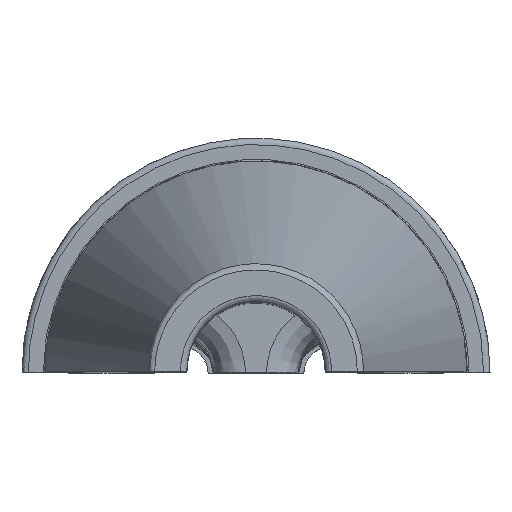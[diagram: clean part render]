
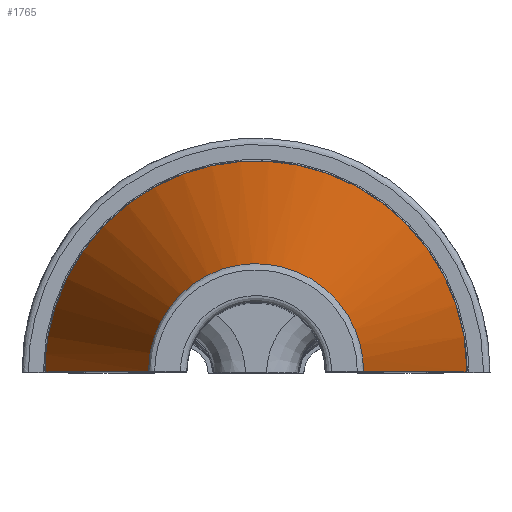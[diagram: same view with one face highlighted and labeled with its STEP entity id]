
A CAD part, top view. The second image highlights one B-rep face of the part: STEP entity #1765.
In plain terms, the highlighted free-form (B-spline) face has degree [2, 1] with [5, 2] control points.
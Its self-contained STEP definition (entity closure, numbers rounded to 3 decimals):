
#239 = VERTEX_POINT('',#240);
#240 = CARTESIAN_POINT('',(14.409,0.,57.144));
#246 = EDGE_CURVE('',#239,#247,#249,.T.);
#247 = VERTEX_POINT('',#248);
#248 = CARTESIAN_POINT('',(7.343,0.,86.821));
#249 = B_SPLINE_CURVE_WITH_KNOTS('',1,(#250,#251),.UNSPECIFIED.,.F.,.F.,
  (2,2),(-42.825,-21.824),.PIECEWISE_BEZIER_KNOTS.);
#250 = CARTESIAN_POINT('',(14.409,0.,57.144));
#251 = CARTESIAN_POINT('',(7.343,0.,86.821));
#775 = VERTEX_POINT('',#776);
#776 = CARTESIAN_POINT('',(-7.343,0.,86.821));
#782 = EDGE_CURVE('',#775,#783,#785,.T.);
#783 = VERTEX_POINT('',#784);
#784 = CARTESIAN_POINT('',(-14.409,0.,57.144));
#785 = B_SPLINE_CURVE_WITH_KNOTS('',1,(#786,#787),.UNSPECIFIED.,.F.,.F.,
  (2,2),(21.824,42.825),.PIECEWISE_BEZIER_KNOTS.);
#786 = CARTESIAN_POINT('',(-7.343,0.,86.821));
#787 = CARTESIAN_POINT('',(-14.409,0.,57.144));
#1524 = EDGE_CURVE('',#239,#783,#1525,.T.);
#1525 = ( BOUNDED_CURVE() B_SPLINE_CURVE(2,(#1526,#1527,#1528,#1529,
#1530),.UNSPECIFIED.,.F.,.F.) B_SPLINE_CURVE_WITH_KNOTS((3,2,3),(0.,
1.571,3.142),.PIECEWISE_BEZIER_KNOTS.) CURVE() 
GEOMETRIC_REPRESENTATION_ITEM() RATIONAL_B_SPLINE_CURVE((1.,
0.707,1.,0.707,1.)) REPRESENTATION_ITEM('') );
#1526 = CARTESIAN_POINT('',(14.409,0.,57.144));
#1527 = CARTESIAN_POINT('',(14.409,14.409,
    57.144));
#1528 = CARTESIAN_POINT('',(0.,14.409,
    57.144));
#1529 = CARTESIAN_POINT('',(-14.409,14.409,
    57.144));
#1530 = CARTESIAN_POINT('',(-14.409,0.,
    57.144));
#1607 = EDGE_CURVE('',#775,#247,#1608,.T.);
#1608 = ( BOUNDED_CURVE() B_SPLINE_CURVE(2,(#1609,#1610,#1611,#1612,
#1613),.UNSPECIFIED.,.F.,.F.) B_SPLINE_CURVE_WITH_KNOTS((3,2,3),(
    3.142,4.712,6.283),
.PIECEWISE_BEZIER_KNOTS.) CURVE() GEOMETRIC_REPRESENTATION_ITEM() 
RATIONAL_B_SPLINE_CURVE((1.,0.707,1.,0.707,1.)) 
REPRESENTATION_ITEM('') );
#1609 = CARTESIAN_POINT('',(-7.343,0.,
    86.821));
#1610 = CARTESIAN_POINT('',(-7.343,7.343,
    86.821));
#1611 = CARTESIAN_POINT('',(0.,7.343,
    86.821));
#1612 = CARTESIAN_POINT('',(7.343,7.343,
    86.821));
#1613 = CARTESIAN_POINT('',(7.343,0.,
    86.821));
#1765 = ADVANCED_FACE('',(#1766),#1772,.T.);
#1766 = FACE_BOUND('',#1767,.T.);
#1767 = EDGE_LOOP('',(#1768,#1769,#1770,#1771));
#1768 = ORIENTED_EDGE('',*,*,#246,.F.);
#1769 = ORIENTED_EDGE('',*,*,#1524,.T.);
#1770 = ORIENTED_EDGE('',*,*,#782,.F.);
#1771 = ORIENTED_EDGE('',*,*,#1607,.T.);
#1772 = ( BOUNDED_SURFACE() B_SPLINE_SURFACE(2,1,(
    (#1773,#1774)
    ,(#1775,#1776)
    ,(#1777,#1778)
    ,(#1779,#1780)
    ,(#1781,#1782
)),.UNSPECIFIED.,.F.,.F.,.F.) B_SPLINE_SURFACE_WITH_KNOTS((3,2,3),(2,2),
  (0.,1.571,3.142),(-21.35,-0.349),
.PIECEWISE_BEZIER_KNOTS.) GEOMETRIC_REPRESENTATION_ITEM() 
RATIONAL_B_SPLINE_SURFACE((
    (1.,1.)
    ,(0.707,0.707)
    ,(1.,1.)
    ,(0.707,0.707)
,(1.,1.))) REPRESENTATION_ITEM('') SURFACE() );
#1773 = CARTESIAN_POINT('',(-7.343,0.,86.821));
#1774 = CARTESIAN_POINT('',(-14.409,0.,57.144));
#1775 = CARTESIAN_POINT('',(-7.343,7.343,
    86.821));
#1776 = CARTESIAN_POINT('',(-14.409,14.409,
    57.144));
#1777 = CARTESIAN_POINT('',(0.,7.343,
    86.821));
#1778 = CARTESIAN_POINT('',(0.,14.409,
    57.144));
#1779 = CARTESIAN_POINT('',(7.343,7.343,
    86.821));
#1780 = CARTESIAN_POINT('',(14.409,14.409,
    57.144));
#1781 = CARTESIAN_POINT('',(7.343,0.,
    86.821));
#1782 = CARTESIAN_POINT('',(14.409,0.,
    57.144));
